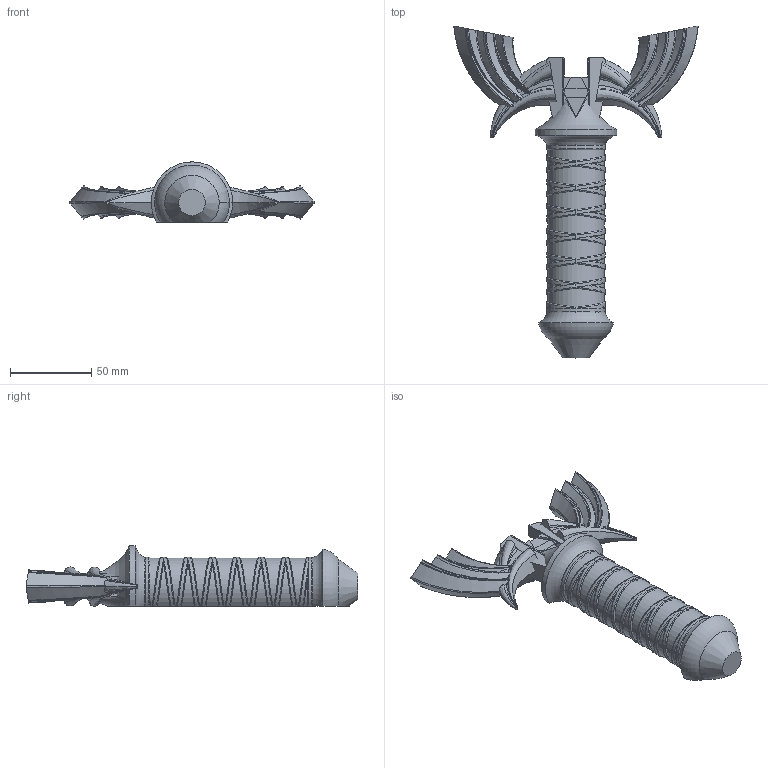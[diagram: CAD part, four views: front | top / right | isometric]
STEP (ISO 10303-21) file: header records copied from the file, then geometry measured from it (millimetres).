
FILE_DESCRIPTION(('FreeCAD Model'),'2;1');
FILE_NAME('Open CASCADE Shape Model','2025-07-19T10:39:13',(''),(''), 'Open CASCADE STEP processor 7.9','FreeCAD','Unknown');
FILE_SCHEMA(('AUTOMOTIVE_DESIGN { 1 0 10303 214 1 1 1 1 }'));
Length unit declared in the file: millimetre
Products named in the file (5): Neo_Neosword; LacesOut; Middle; Wings; HandleBody
Assembly tree (4 placements, depth 2):
  Neo_Neosword
    LacesOut
    Middle
    Wings
    HandleBody
Bounding box: 150.41 x 204.17 x 37.09 mm (x, y, z)
Volume: 135224.5 mm3; surface area: 56584.4 mm2
Topology: 12 solids, 12 shells, 541 faces, 1497 edges, 952 vertices
Faces by surface type: bspline 274, plane 209, cylinder 31, torus 20, cone 5, revolution 2
Full cylindrical faces by diameter (mm): 4 x5, 8 x2
Entity records: 46785 total; most frequent: CARTESIAN_POINT 35496, ORIENTED_EDGE 2944, EDGE_CURVE 1472, DIRECTION 1337, VERTEX_POINT 952, B_SPLINE_CURVE_WITH_KNOTS 724, FACE_BOUND 548, EDGE_LOOP 548
